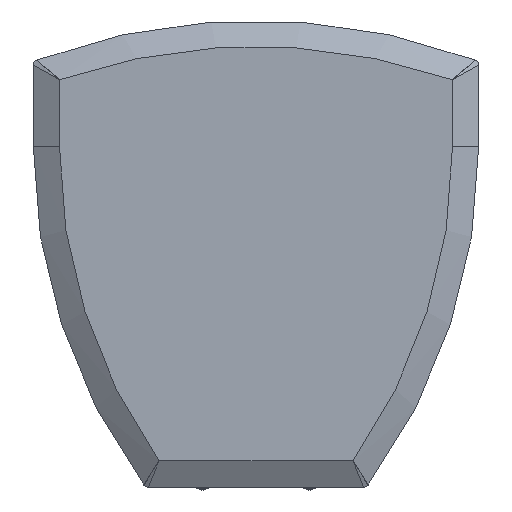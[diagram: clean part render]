
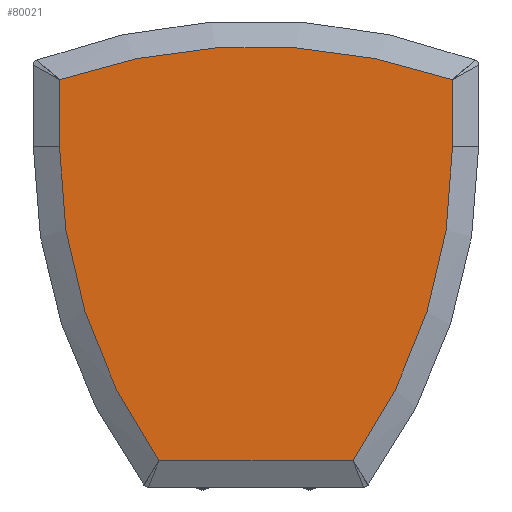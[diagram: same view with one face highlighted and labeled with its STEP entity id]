
A CAD part, front view. The second image highlights one B-rep face of the part: STEP entity #80021.
In plain terms, the highlighted planar face has unit normal (0, -1, 0).
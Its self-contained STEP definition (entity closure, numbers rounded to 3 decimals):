
#1843=CIRCLE('',#84565,306.05);
#1847=CIRCLE('',#84572,306.05);
#1849=CIRCLE('',#84575,335.95);
#5847=FACE_OUTER_BOUND('',#10138,.T.);
#10138=EDGE_LOOP('',(#71912,#71913,#71914,#71915,#71916,#71917));
#20473=LINE('',#129741,#30861);
#20479=LINE('',#129766,#30867);
#20482=LINE('',#129784,#30870);
#30861=VECTOR('',#103763,10.);
#30867=VECTOR('',#103775,10.);
#30870=VECTOR('',#103788,10.);
#38373=VERTEX_POINT('',#129730);
#38375=VERTEX_POINT('',#129734);
#38377=VERTEX_POINT('',#129739);
#38381=VERTEX_POINT('',#129763);
#38383=VERTEX_POINT('',#129777);
#38385=VERTEX_POINT('',#129783);
#49577=EDGE_CURVE('',#38375,#38373,#1843,.T.);
#49579=EDGE_CURVE('',#38375,#38377,#20473,.T.);
#49587=EDGE_CURVE('',#38381,#38373,#20479,.T.);
#49590=EDGE_CURVE('',#38383,#38381,#1847,.T.);
#49593=EDGE_CURVE('',#38383,#38385,#20482,.T.);
#49594=EDGE_CURVE('',#38385,#38377,#1849,.T.);
#71912=ORIENTED_EDGE('',*,*,#49593,.F.);
#71913=ORIENTED_EDGE('',*,*,#49590,.T.);
#71914=ORIENTED_EDGE('',*,*,#49587,.T.);
#71915=ORIENTED_EDGE('',*,*,#49577,.F.);
#71916=ORIENTED_EDGE('',*,*,#49579,.T.);
#71917=ORIENTED_EDGE('',*,*,#49594,.F.);
#75989=PLANE('',#84574);
#80021=ADVANCED_FACE('',(#5847),#75989,.F.);
#84565=AXIS2_PLACEMENT_3D('',#129736,#103758,#103759);
#84572=AXIS2_PLACEMENT_3D('',#129778,#103781,#103782);
#84574=AXIS2_PLACEMENT_3D('',#129782,#103786,#103787);
#84575=AXIS2_PLACEMENT_3D('',#129785,#103789,#103790);
#103758=DIRECTION('center_axis',(0.,1.,0.));
#103759=DIRECTION('ref_axis',(1.,0.,0.));
#103763=DIRECTION('',(0.,0.,1.));
#103775=DIRECTION('',(1.,0.,0.));
#103781=DIRECTION('center_axis',(0.,-1.,0.));
#103782=DIRECTION('ref_axis',(-1.,0.,0.));
#103786=DIRECTION('center_axis',(0.,1.,0.));
#103787=DIRECTION('ref_axis',(0.,0.,1.));
#103788=DIRECTION('',(0.,0.,1.));
#103789=DIRECTION('center_axis',(0.,1.,0.));
#103790=DIRECTION('ref_axis',(-0.707,0.,0.707));
#129730=CARTESIAN_POINT('',(54.462,0.,-116.271));
#129734=CARTESIAN_POINT('',(110.278,0.,60.));
#129736=CARTESIAN_POINT('Origin',(-195.772,0.,
60.));
#129739=CARTESIAN_POINT('',(110.276,0.,97.686));
#129741=CARTESIAN_POINT('',(110.278,0.,60.));
#129763=CARTESIAN_POINT('',(-54.46,-0.004,-116.267));
#129766=CARTESIAN_POINT('',(0.,0.,-116.278));
#129777=CARTESIAN_POINT('',(-110.278,0.,60.));
#129778=CARTESIAN_POINT('Origin',(195.772,0.,
60.));
#129782=CARTESIAN_POINT('Origin',(0.,0.,4.913));
#129783=CARTESIAN_POINT('',(-110.273,-0.002,97.685));
#129784=CARTESIAN_POINT('',(-110.278,0.,32.457));
#129785=CARTESIAN_POINT('Origin',(0.,0.,-219.672));
